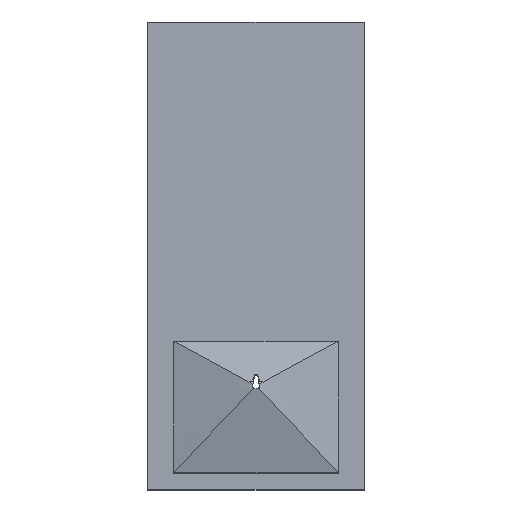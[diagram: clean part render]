
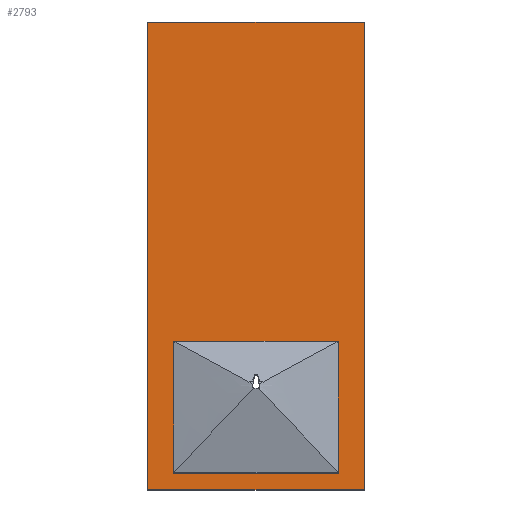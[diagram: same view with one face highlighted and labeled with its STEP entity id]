
A CAD part, top view. The second image highlights one B-rep face of the part: STEP entity #2793.
In plain terms, the highlighted planar face has unit normal (0, 0, 1).
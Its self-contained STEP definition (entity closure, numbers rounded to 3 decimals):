
#16=FACE_BOUND('',#606,.T.);
#171=B_SPLINE_CURVE_WITH_KNOTS('',3,(#5426,#5427,#5428,#5429,#5430,#5431),
 .UNSPECIFIED.,.F.,.F.,(4,2,4),(-0.829,-0.8,-0.05),
 .UNSPECIFIED.);
#178=B_SPLINE_CURVE_WITH_KNOTS('',3,(#5484,#5485,#5486,#5487),
 .UNSPECIFIED.,.F.,.F.,(4,4),(-0.078,0.003),
 .UNSPECIFIED.);
#179=B_SPLINE_CURVE_WITH_KNOTS('',3,(#5490,#5491,#5492,#5493),
 .UNSPECIFIED.,.F.,.F.,(4,4),(-1.562,-1.481),
 .UNSPECIFIED.);
#180=B_SPLINE_CURVE_WITH_KNOTS('',3,(#5501,#5502,#5503,#5504,#5505,#5506),
 .UNSPECIFIED.,.F.,.F.,(4,2,4),(-1.518,-0.795,-0.729),
 .UNSPECIFIED.);
#435=FACE_OUTER_BOUND('',#605,.T.);
#605=EDGE_LOOP('',(#2168,#2169,#2170,#2171));
#606=EDGE_LOOP('',(#2172,#2173,#2174,#2175,#2176,#2177,#2178,#2179,#2180,
#2181));
#735=LINE('',#4057,#934);
#747=LINE('',#4137,#946);
#751=LINE('',#4145,#950);
#766=LINE('',#4174,#965);
#768=LINE('',#4177,#967);
#804=LINE('',#5272,#1003);
#806=LINE('',#5495,#1005);
#807=LINE('',#5497,#1006);
#808=LINE('',#5499,#1007);
#809=LINE('',#5507,#1008);
#934=VECTOR('',#3177,10.);
#946=VECTOR('',#3201,54.8);
#950=VECTOR('',#3207,25.4);
#965=VECTOR('',#3224,54.8);
#967=VECTOR('',#3228,25.4);
#1003=VECTOR('',#3378,10.);
#1005=VECTOR('',#3384,10.);
#1006=VECTOR('',#3385,10.);
#1007=VECTOR('',#3386,10.);
#1008=VECTOR('',#3387,10.);
#1151=VERTEX_POINT('',#4048);
#1152=VERTEX_POINT('',#4056);
#1160=VERTEX_POINT('',#4134);
#1161=VERTEX_POINT('',#4136);
#1164=VERTEX_POINT('',#4144);
#1177=VERTEX_POINT('',#4171);
#1260=VERTEX_POINT('',#5270);
#1261=VERTEX_POINT('',#5271);
#1269=VERTEX_POINT('',#5425);
#1273=VERTEX_POINT('',#5489);
#1274=VERTEX_POINT('',#5494);
#1275=VERTEX_POINT('',#5496);
#1276=VERTEX_POINT('',#5498);
#1277=VERTEX_POINT('',#5500);
#1430=EDGE_CURVE('',#1152,#1151,#735,.T.);
#1447=EDGE_CURVE('',#1160,#1161,#747,.T.);
#1451=EDGE_CURVE('',#1161,#1164,#751,.T.);
#1466=EDGE_CURVE('',#1164,#1177,#766,.T.);
#1468=EDGE_CURVE('',#1177,#1160,#768,.T.);
#1582=EDGE_CURVE('',#1260,#1261,#804,.T.);
#1594=EDGE_CURVE('',#1269,#1260,#171,.T.);
#1601=EDGE_CURVE('',#1261,#1151,#178,.T.);
#1602=EDGE_CURVE('',#1152,#1273,#179,.T.);
#1603=EDGE_CURVE('',#1269,#1274,#806,.T.);
#1604=EDGE_CURVE('',#1274,#1275,#807,.T.);
#1605=EDGE_CURVE('',#1275,#1276,#808,.T.);
#1606=EDGE_CURVE('',#1277,#1276,#180,.T.);
#1607=EDGE_CURVE('',#1273,#1277,#809,.T.);
#2168=ORIENTED_EDGE('',*,*,#1447,.F.);
#2169=ORIENTED_EDGE('',*,*,#1468,.F.);
#2170=ORIENTED_EDGE('',*,*,#1466,.F.);
#2171=ORIENTED_EDGE('',*,*,#1451,.F.);
#2172=ORIENTED_EDGE('',*,*,#1602,.F.);
#2173=ORIENTED_EDGE('',*,*,#1430,.T.);
#2174=ORIENTED_EDGE('',*,*,#1601,.F.);
#2175=ORIENTED_EDGE('',*,*,#1582,.F.);
#2176=ORIENTED_EDGE('',*,*,#1594,.F.);
#2177=ORIENTED_EDGE('',*,*,#1603,.T.);
#2178=ORIENTED_EDGE('',*,*,#1604,.T.);
#2179=ORIENTED_EDGE('',*,*,#1605,.T.);
#2180=ORIENTED_EDGE('',*,*,#1606,.F.);
#2181=ORIENTED_EDGE('',*,*,#1607,.F.);
#2705=PLANE('',#3025);
#2793=ADVANCED_FACE('',(#435,#16),#2705,.F.);
#3025=AXIS2_PLACEMENT_3D('',#5488,#3382,#3383);
#3177=DIRECTION('',(-1.,0.,0.));
#3201=DIRECTION('',(0.,1.,0.));
#3207=DIRECTION('',(1.,0.,0.));
#3224=DIRECTION('',(0.,-1.,0.));
#3228=DIRECTION('',(-1.,0.,0.));
#3378=DIRECTION('',(-1.,0.,0.));
#3382=DIRECTION('center_axis',(0.,0.,-1.));
#3383=DIRECTION('ref_axis',(-1.,0.,0.));
#3384=DIRECTION('',(0.,1.,0.));
#3385=DIRECTION('',(1.,0.,0.));
#3386=DIRECTION('',(0.,-1.,0.));
#3387=DIRECTION('',(-1.,0.,0.));
#4048=CARTESIAN_POINT('',(5.026,10.652,2.25));
#4056=CARTESIAN_POINT('',(24.374,10.652,2.25));
#4057=CARTESIAN_POINT('',(14.7,10.652,2.25));
#4134=CARTESIAN_POINT('',(2.,8.7,2.25));
#4136=CARTESIAN_POINT('',(2.,63.5,2.25));
#4137=CARTESIAN_POINT('',(2.,28.5,2.25));
#4144=CARTESIAN_POINT('',(27.4,63.5,2.25));
#4145=CARTESIAN_POINT('',(29.4,63.5,2.25));
#4171=CARTESIAN_POINT('',(27.4,8.7,2.25));
#4174=CARTESIAN_POINT('',(27.4,28.5,2.25));
#4177=CARTESIAN_POINT('',(29.4,8.7,2.25));
#5270=CARTESIAN_POINT('',(5.063,11.467,2.25));
#5271=CARTESIAN_POINT('',(5.03,11.467,2.25));
#5272=CARTESIAN_POINT('',(4.813,11.467,2.25));
#5425=CARTESIAN_POINT('',(5.095,19.257,2.25));
#5426=CARTESIAN_POINT('Ctrl Pts',(5.095,19.257,2.25));
#5427=CARTESIAN_POINT('Ctrl Pts',(5.095,19.16,2.25));
#5428=CARTESIAN_POINT('Ctrl Pts',(5.094,19.063,2.25));
#5429=CARTESIAN_POINT('Ctrl Pts',(5.084,16.466,2.25));
#5430=CARTESIAN_POINT('Ctrl Pts',(5.073,13.966,2.25));
#5431=CARTESIAN_POINT('Ctrl Pts',(5.063,11.467,2.25));
#5484=CARTESIAN_POINT('Ctrl Pts',(5.03,11.467,2.25));
#5485=CARTESIAN_POINT('Ctrl Pts',(5.029,11.195,2.25));
#5486=CARTESIAN_POINT('Ctrl Pts',(5.027,10.924,2.25));
#5487=CARTESIAN_POINT('Ctrl Pts',(5.026,10.652,2.25));
#5488=CARTESIAN_POINT('Origin',(29.4,28.5,2.25));
#5489=CARTESIAN_POINT('',(24.37,11.467,2.25));
#5490=CARTESIAN_POINT('Ctrl Pts',(24.374,10.652,2.25));
#5491=CARTESIAN_POINT('Ctrl Pts',(24.373,10.924,2.25));
#5492=CARTESIAN_POINT('Ctrl Pts',(24.371,11.195,2.25));
#5493=CARTESIAN_POINT('Ctrl Pts',(24.37,11.467,2.25));
#5494=CARTESIAN_POINT('',(5.095,26.089,2.25));
#5495=CARTESIAN_POINT('',(5.095,11.467,2.25));
#5496=CARTESIAN_POINT('',(24.304,26.089,2.25));
#5497=CARTESIAN_POINT('',(5.095,26.089,2.25));
#5498=CARTESIAN_POINT('',(24.304,19.35,2.25));
#5499=CARTESIAN_POINT('',(24.304,27.42,2.25));
#5500=CARTESIAN_POINT('',(24.337,11.467,2.25));
#5501=CARTESIAN_POINT('Ctrl Pts',(24.337,11.467,2.25));
#5502=CARTESIAN_POINT('Ctrl Pts',(24.327,13.873,2.25));
#5503=CARTESIAN_POINT('Ctrl Pts',(24.317,16.279,2.25));
#5504=CARTESIAN_POINT('Ctrl Pts',(24.306,18.907,2.25));
#5505=CARTESIAN_POINT('Ctrl Pts',(24.305,19.128,2.25));
#5506=CARTESIAN_POINT('Ctrl Pts',(24.304,19.35,2.25));
#5507=CARTESIAN_POINT('',(14.613,11.467,2.25));
